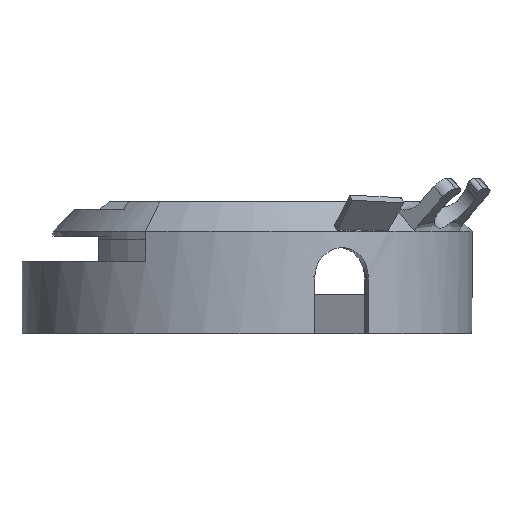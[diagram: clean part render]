
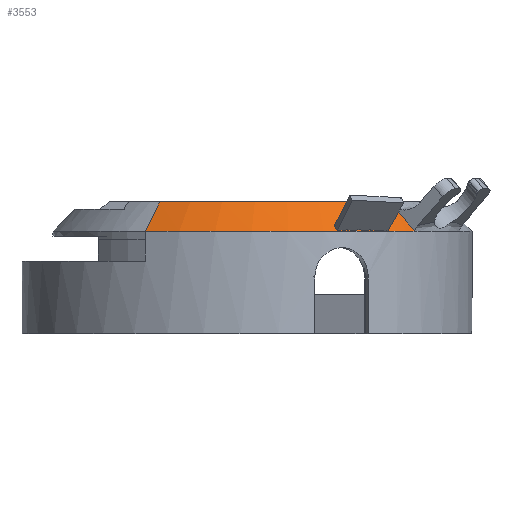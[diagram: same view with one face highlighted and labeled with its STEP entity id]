
A CAD part, left-side view. The second image highlights one B-rep face of the part: STEP entity #3553.
In plain terms, the highlighted conical face has half-angle 45 degrees and reference radius 28.75 mm.
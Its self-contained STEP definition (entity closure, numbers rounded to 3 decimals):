
#19=FACE_BOUND('',#748,.T.);
#20=FACE_BOUND('',#749,.T.);
#24=CONICAL_SURFACE('',#3828,28.75,0.785);
#133=CIRCLE('',#3711,26.75);
#160=CIRCLE('',#3789,30.75);
#161=CIRCLE('',#3790,30.75);
#162=CIRCLE('',#3791,30.75);
#233=(
BOUNDED_CURVE()
B_SPLINE_CURVE(2,(#9747,#9748,#9749),.UNSPECIFIED.,.F.,.F.)
B_SPLINE_CURVE_WITH_KNOTS((3,3),(-2968.884,-2626.971),
 .UNSPECIFIED.)
CURVE()
GEOMETRIC_REPRESENTATION_ITEM()
RATIONAL_B_SPLINE_CURVE((3016.798,2863.496,2705.506))
REPRESENTATION_ITEM('')
);
#235=(
BOUNDED_CURVE()
B_SPLINE_CURVE(2,(#10000,#10001,#10002),.UNSPECIFIED.,.F.,.F.)
B_SPLINE_CURVE_WITH_KNOTS((3,3),(0.111,0.211),
 .UNSPECIFIED.)
CURVE()
GEOMETRIC_REPRESENTATION_ITEM()
RATIONAL_B_SPLINE_CURVE((1.,1.,1.))
REPRESENTATION_ITEM('')
);
#236=(
BOUNDED_CURVE()
B_SPLINE_CURVE(2,(#10006,#10007,#10008),.UNSPECIFIED.,.F.,.F.)
B_SPLINE_CURVE_WITH_KNOTS((3,3),(0.106,0.206),
 .UNSPECIFIED.)
CURVE()
GEOMETRIC_REPRESENTATION_ITEM()
RATIONAL_B_SPLINE_CURVE((1.,1.,1.))
REPRESENTATION_ITEM('')
);
#237=(
BOUNDED_CURVE()
B_SPLINE_CURVE(2,(#10012,#10013,#10014),.UNSPECIFIED.,.F.,.F.)
B_SPLINE_CURVE_WITH_KNOTS((3,3),(0.634,0.647),
 .UNSPECIFIED.)
CURVE()
GEOMETRIC_REPRESENTATION_ITEM()
RATIONAL_B_SPLINE_CURVE((1.,1.,1.))
REPRESENTATION_ITEM('')
);
#238=(
BOUNDED_CURVE()
B_SPLINE_CURVE(2,(#10024,#10025,#10026),.UNSPECIFIED.,.F.,.F.)
B_SPLINE_CURVE_WITH_KNOTS((3,3),(0.271,0.283),
 .UNSPECIFIED.)
CURVE()
GEOMETRIC_REPRESENTATION_ITEM()
RATIONAL_B_SPLINE_CURVE((1.,1.,1.))
REPRESENTATION_ITEM('')
);
#239=(
BOUNDED_CURVE()
B_SPLINE_CURVE(2,(#10034,#10035,#10036),.UNSPECIFIED.,.F.,.F.)
B_SPLINE_CURVE_WITH_KNOTS((3,3),(-0.152,-0.052),
 .UNSPECIFIED.)
CURVE()
GEOMETRIC_REPRESENTATION_ITEM()
RATIONAL_B_SPLINE_CURVE((1.,1.,1.))
REPRESENTATION_ITEM('')
);
#240=(
BOUNDED_CURVE()
B_SPLINE_CURVE(2,(#10053,#10054,#10055),.UNSPECIFIED.,.F.,.F.)
B_SPLINE_CURVE_WITH_KNOTS((3,3),(-0.196,-0.096),
 .UNSPECIFIED.)
CURVE()
GEOMETRIC_REPRESENTATION_ITEM()
RATIONAL_B_SPLINE_CURVE((1.,1.,1.))
REPRESENTATION_ITEM('')
);
#241=(
BOUNDED_CURVE()
B_SPLINE_CURVE(2,(#10064,#10065,#10066),.UNSPECIFIED.,.F.,.F.)
B_SPLINE_CURVE_WITH_KNOTS((3,3),(0.269,0.281),
 .UNSPECIFIED.)
CURVE()
GEOMETRIC_REPRESENTATION_ITEM()
RATIONAL_B_SPLINE_CURVE((1.,1.,1.))
REPRESENTATION_ITEM('')
);
#242=(
BOUNDED_CURVE()
B_SPLINE_CURVE(2,(#10067,#10068,#10069),.UNSPECIFIED.,.F.,.F.)
B_SPLINE_CURVE_WITH_KNOTS((3,3),(0.628,0.641),
 .UNSPECIFIED.)
CURVE()
GEOMETRIC_REPRESENTATION_ITEM()
RATIONAL_B_SPLINE_CURVE((1.,1.,1.))
REPRESENTATION_ITEM('')
);
#344=B_SPLINE_CURVE_WITH_KNOTS('',3,(#9612,#9613,#9614,#9615,#9616,#9617,
#9618,#9619,#9620,#9621,#9622,#9623,#9624),.UNSPECIFIED.,.F.,.F.,(4,3,3,
3,4),(0.,0.217,0.282,0.533,0.565),
 .UNSPECIFIED.);
#350=B_SPLINE_CURVE_WITH_KNOTS('',3,(#9794,#9795,#9796,#9797),
 .UNSPECIFIED.,.F.,.F.,(4,4),(-3.698,-3.514),
 .UNSPECIFIED.);
#559=FACE_OUTER_BOUND('',#747,.T.);
#747=EDGE_LOOP('',(#3246,#3247,#3248,#3249,#3250,#3251,#3252));
#748=EDGE_LOOP('',(#3253,#3254,#3255,#3256));
#749=EDGE_LOOP('',(#3257,#3258,#3259,#3260));
#1510=VERTEX_POINT('',#9157);
#1511=VERTEX_POINT('',#9168);
#1516=VERTEX_POINT('',#9568);
#1554=VERTEX_POINT('',#9735);
#1555=VERTEX_POINT('',#9746);
#1569=VERTEX_POINT('',#9986);
#1570=VERTEX_POINT('',#9987);
#1572=VERTEX_POINT('',#9998);
#1573=VERTEX_POINT('',#9999);
#1574=VERTEX_POINT('',#10003);
#1575=VERTEX_POINT('',#10005);
#1576=VERTEX_POINT('',#10011);
#1580=VERTEX_POINT('',#10022);
#1581=VERTEX_POINT('',#10033);
#1585=VERTEX_POINT('',#10052);
#1977=EDGE_CURVE('',#1510,#1511,#133,.T.);
#1986=EDGE_CURVE('',#1510,#1516,#344,.T.);
#2037=EDGE_CURVE('',#1554,#1555,#233,.T.);
#2040=EDGE_CURVE('',#1554,#1511,#350,.T.);
#2069=EDGE_CURVE('',#1572,#1573,#235,.T.);
#2071=EDGE_CURVE('',#1574,#1575,#236,.T.);
#2073=EDGE_CURVE('',#1573,#1576,#237,.T.);
#2079=EDGE_CURVE('',#1580,#1574,#238,.T.);
#2080=EDGE_CURVE('',#1581,#1580,#239,.T.);
#2086=EDGE_CURVE('',#1576,#1585,#240,.T.);
#2091=EDGE_CURVE('',#1585,#1572,#241,.T.);
#2092=EDGE_CURVE('',#1575,#1581,#242,.T.);
#2116=EDGE_CURVE('',#1555,#1569,#160,.T.);
#2117=EDGE_CURVE('',#1569,#1570,#161,.T.);
#2118=EDGE_CURVE('',#1570,#1516,#162,.T.);
#3246=ORIENTED_EDGE('',*,*,#2037,.F.);
#3247=ORIENTED_EDGE('',*,*,#2040,.T.);
#3248=ORIENTED_EDGE('',*,*,#1977,.F.);
#3249=ORIENTED_EDGE('',*,*,#1986,.T.);
#3250=ORIENTED_EDGE('',*,*,#2118,.F.);
#3251=ORIENTED_EDGE('',*,*,#2117,.F.);
#3252=ORIENTED_EDGE('',*,*,#2116,.F.);
#3253=ORIENTED_EDGE('',*,*,#2069,.F.);
#3254=ORIENTED_EDGE('',*,*,#2091,.F.);
#3255=ORIENTED_EDGE('',*,*,#2086,.F.);
#3256=ORIENTED_EDGE('',*,*,#2073,.F.);
#3257=ORIENTED_EDGE('',*,*,#2080,.F.);
#3258=ORIENTED_EDGE('',*,*,#2092,.F.);
#3259=ORIENTED_EDGE('',*,*,#2071,.F.);
#3260=ORIENTED_EDGE('',*,*,#2079,.F.);
#3553=ADVANCED_FACE('',(#559,#19,#20),#24,.T.);
#3711=AXIS2_PLACEMENT_3D('',#9169,#4282,#4283);
#3789=AXIS2_PLACEMENT_3D('',#10158,#4506,#4507);
#3790=AXIS2_PLACEMENT_3D('',#10159,#4508,#4509);
#3791=AXIS2_PLACEMENT_3D('',#10160,#4510,#4511);
#3828=AXIS2_PLACEMENT_3D('',#10949,#4618,#4619);
#4282=DIRECTION('center_axis',(0.,0.,1.));
#4283=DIRECTION('ref_axis',(-0.906,0.423,0.));
#4506=DIRECTION('center_axis',(0.,0.,-1.));
#4507=DIRECTION('ref_axis',(-0.906,0.423,0.));
#4508=DIRECTION('center_axis',(0.,0.,-1.));
#4509=DIRECTION('ref_axis',(-0.906,0.423,0.));
#4510=DIRECTION('center_axis',(0.,0.,-1.));
#4511=DIRECTION('ref_axis',(-0.906,0.423,0.));
#4618=DIRECTION('center_axis',(0.,0.,-1.));
#4619=DIRECTION('ref_axis',(-0.906,0.423,0.));
#9157=CARTESIAN_POINT('',(-111.053,10.171,18.));
#9168=CARTESIAN_POINT('',(-104.231,-22.296,18.));
#9169=CARTESIAN_POINT('Origin',(-87.105,-1.747,18.));
#9568=CARTESIAN_POINT('',(-114.547,12.128,14.));
#9612=CARTESIAN_POINT('Ctrl Pts',(-111.053,10.171,18.));
#9613=CARTESIAN_POINT('Ctrl Pts',(-111.5,10.422,17.488));
#9614=CARTESIAN_POINT('Ctrl Pts',(-111.949,10.675,16.973));
#9615=CARTESIAN_POINT('Ctrl Pts',(-112.398,10.926,16.46));
#9616=CARTESIAN_POINT('Ctrl Pts',(-112.532,11.001,16.306));
#9617=CARTESIAN_POINT('Ctrl Pts',(-112.666,11.076,16.153));
#9618=CARTESIAN_POINT('Ctrl Pts',(-112.799,11.151,16.));
#9619=CARTESIAN_POINT('Ctrl Pts',(-113.316,11.44,15.408));
#9620=CARTESIAN_POINT('Ctrl Pts',(-113.836,11.731,14.813));
#9621=CARTESIAN_POINT('Ctrl Pts',(-114.354,12.02,14.22));
#9622=CARTESIAN_POINT('Ctrl Pts',(-114.418,12.056,14.147));
#9623=CARTESIAN_POINT('Ctrl Pts',(-114.483,12.092,14.073));
#9624=CARTESIAN_POINT('Ctrl Pts',(-114.547,12.128,14.));
#9735=CARTESIAN_POINT('',(-105.602,-21.325,17.816));
#9746=CARTESIAN_POINT('',(-107.557,-24.71,14.));
#9747=CARTESIAN_POINT('Ctrl Pts',(-105.602,-21.325,17.816));
#9748=CARTESIAN_POINT('Ctrl Pts',(-106.515,-22.905,16.04));
#9749=CARTESIAN_POINT('Ctrl Pts',(-107.557,-24.71,14.));
#9794=CARTESIAN_POINT('Ctrl Pts',(-105.602,-21.325,17.816));
#9795=CARTESIAN_POINT('Ctrl Pts',(-105.15,-21.655,17.887));
#9796=CARTESIAN_POINT('Ctrl Pts',(-104.693,-21.979,17.948));
#9797=CARTESIAN_POINT('Ctrl Pts',(-104.231,-22.296,17.999));
#9986=CARTESIAN_POINT('',(-111.134,-20.935,14.));
#9987=CARTESIAN_POINT('',(-111.137,-20.931,14.));
#9998=CARTESIAN_POINT('',(-112.077,-18.184,14.854));
#9999=CARTESIAN_POINT('',(-112.679,-18.555,14.147));
#10000=CARTESIAN_POINT('Ctrl Pts',(-112.077,-18.184,
14.854));
#10001=CARTESIAN_POINT('Ctrl Pts',(-112.377,-18.369,
14.502));
#10002=CARTESIAN_POINT('Ctrl Pts',(-112.679,-18.555,
14.147));
#10003=CARTESIAN_POINT('',(-114.433,-15.522,14.147));
#10005=CARTESIAN_POINT('',(-113.811,-15.185,14.854));
#10006=CARTESIAN_POINT('Ctrl Pts',(-114.433,-15.522,
14.147));
#10007=CARTESIAN_POINT('Ctrl Pts',(-114.12,-15.352,
14.502));
#10008=CARTESIAN_POINT('Ctrl Pts',(-113.811,-15.185,14.854));
#10011=CARTESIAN_POINT('',(-112.613,-18.663,14.143));
#10012=CARTESIAN_POINT('Ctrl Pts',(-112.679,-18.555,
14.147));
#10013=CARTESIAN_POINT('Ctrl Pts',(-112.646,-18.609,
14.145));
#10014=CARTESIAN_POINT('Ctrl Pts',(-112.613,-18.663,
14.143));
#10022=CARTESIAN_POINT('',(-114.493,-15.41,14.143));
#10024=CARTESIAN_POINT('Ctrl Pts',(-114.493,-15.41,
14.143));
#10025=CARTESIAN_POINT('Ctrl Pts',(-114.463,-15.466,14.145));
#10026=CARTESIAN_POINT('Ctrl Pts',(-114.433,-15.522,
14.147));
#10033=CARTESIAN_POINT('',(-113.87,-15.075,14.85));
#10034=CARTESIAN_POINT('Ctrl Pts',(-113.87,-15.075,
14.85));
#10035=CARTESIAN_POINT('Ctrl Pts',(-114.18,-15.242,
14.498));
#10036=CARTESIAN_POINT('Ctrl Pts',(-114.493,-15.41,
14.143));
#10052=CARTESIAN_POINT('',(-112.012,-18.29,14.85));
#10053=CARTESIAN_POINT('Ctrl Pts',(-112.613,-18.663,
14.143));
#10054=CARTESIAN_POINT('Ctrl Pts',(-112.31,-18.476,
14.498));
#10055=CARTESIAN_POINT('Ctrl Pts',(-112.012,-18.29,
14.85));
#10064=CARTESIAN_POINT('Ctrl Pts',(-112.012,-18.29,
14.85));
#10065=CARTESIAN_POINT('Ctrl Pts',(-112.045,-18.237,
14.852));
#10066=CARTESIAN_POINT('Ctrl Pts',(-112.077,-18.184,
14.854));
#10067=CARTESIAN_POINT('Ctrl Pts',(-113.811,-15.185,14.854));
#10068=CARTESIAN_POINT('Ctrl Pts',(-113.841,-15.13,14.852));
#10069=CARTESIAN_POINT('Ctrl Pts',(-113.87,-15.075,
14.85));
#10158=CARTESIAN_POINT('Origin',(-87.105,-1.747,14.));
#10159=CARTESIAN_POINT('Origin',(-87.105,-1.747,14.));
#10160=CARTESIAN_POINT('Origin',(-87.105,-1.747,14.));
#10949=CARTESIAN_POINT('Origin',(-87.105,-1.747,16.));
